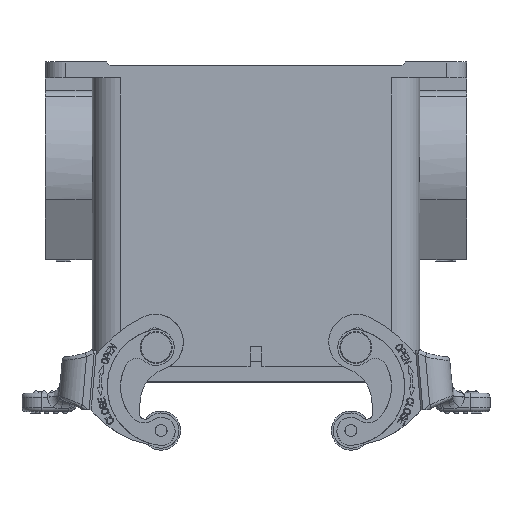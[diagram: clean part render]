
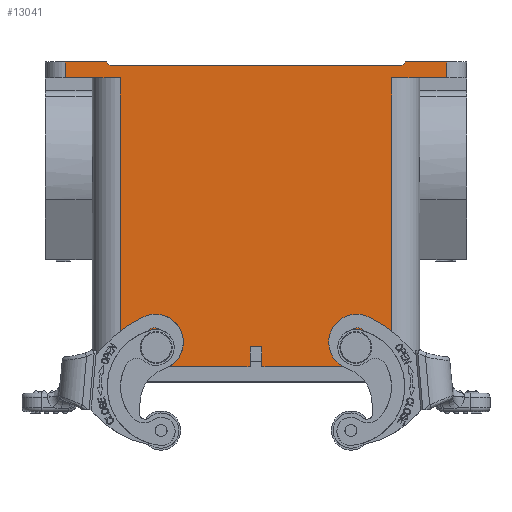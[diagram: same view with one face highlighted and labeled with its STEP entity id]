
A CAD part, front view. The second image highlights one B-rep face of the part: STEP entity #13041.
In plain terms, the highlighted planar face has unit normal (0, -1, 0).
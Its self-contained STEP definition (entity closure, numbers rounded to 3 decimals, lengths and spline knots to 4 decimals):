
#13041=ADVANCED_FACE('',(#18590,#18591,#18592),#14040,.F.);
#14040=PLANE('',#38658);
#15552=LINE('',#58699,#17587);
#15561=LINE('',#58726,#17596);
#15564=LINE('',#58742,#17599);
#15590=LINE('',#58821,#17625);
#15592=LINE('',#58825,#17627);
#15594=LINE('',#58829,#17629);
#15596=LINE('',#58833,#17631);
#15597=LINE('',#58838,#17632);
#15599=LINE('',#58846,#17634);
#15606=LINE('',#58860,#17641);
#15610=LINE('',#58869,#17645);
#15612=LINE('',#58876,#17647);
#15618=LINE('',#58896,#17653);
#15624=LINE('',#58906,#17659);
#15625=LINE('',#58908,#17660);
#15626=LINE('',#58910,#17661);
#17587=VECTOR('',#43846,1.);
#17596=VECTOR('',#43871,1.);
#17599=VECTOR('',#43880,1.);
#17625=VECTOR('',#43948,1.);
#17627=VECTOR('',#43952,1.);
#17629=VECTOR('',#43956,1.);
#17631=VECTOR('',#43960,1.);
#17632=VECTOR('',#43965,1.);
#17634=VECTOR('',#43973,1.);
#17641=VECTOR('',#43984,1.);
#17645=VECTOR('',#43990,1.);
#17647=VECTOR('',#43996,1.);
#17653=VECTOR('',#44012,1.);
#17659=VECTOR('',#44022,1.);
#17660=VECTOR('',#44025,1.);
#17661=VECTOR('',#44026,1.);
#18590=FACE_BOUND('',#19876,.T.);
#18591=FACE_BOUND('',#19877,.T.);
#18592=FACE_BOUND('',#19878,.T.);
#19876=EDGE_LOOP('',(#26022,#26023));
#19877=EDGE_LOOP('',(#26024,#26025));
#19878=EDGE_LOOP('',(#26026,#26027,#26028,#26029,#26030,#26031,#26032,#26033,
#26034,#26035,#26036,#26037,#26038,#26039,#26040,#26041));
#26022=ORIENTED_EDGE('',*,*,#34585,.T.);
#26023=ORIENTED_EDGE('',*,*,#34584,.T.);
#26024=ORIENTED_EDGE('',*,*,#34479,.T.);
#26025=ORIENTED_EDGE('',*,*,#34478,.T.);
#26026=ORIENTED_EDGE('',*,*,#34673,.F.);
#26027=ORIENTED_EDGE('',*,*,#34667,.F.);
#26028=ORIENTED_EDGE('',*,*,#34654,.F.);
#26029=ORIENTED_EDGE('',*,*,#34711,.F.);
#26030=ORIENTED_EDGE('',*,*,#34713,.F.);
#26031=ORIENTED_EDGE('',*,*,#34715,.T.);
#26032=ORIENTED_EDGE('',*,*,#34717,.F.);
#26033=ORIENTED_EDGE('',*,*,#34719,.T.);
#26034=ORIENTED_EDGE('',*,*,#34723,.T.);
#26035=ORIENTED_EDGE('',*,*,#34755,.T.);
#26036=ORIENTED_EDGE('',*,*,#34756,.T.);
#26037=ORIENTED_EDGE('',*,*,#34734,.T.);
#26038=ORIENTED_EDGE('',*,*,#34748,.T.);
#26039=ORIENTED_EDGE('',*,*,#34730,.T.);
#26040=ORIENTED_EDGE('',*,*,#34754,.T.);
#26041=ORIENTED_EDGE('',*,*,#34738,.T.);
#30811=VERTEX_POINT('',#58335);
#30812=VERTEX_POINT('',#58337);
#30882=VERTEX_POINT('',#58550);
#30883=VERTEX_POINT('',#58552);
#30930=VERTEX_POINT('',#58698);
#30931=VERTEX_POINT('',#58700);
#30941=VERTEX_POINT('',#58727);
#30942=VERTEX_POINT('',#58732);
#30970=VERTEX_POINT('',#58820);
#30971=VERTEX_POINT('',#58824);
#30972=VERTEX_POINT('',#58828);
#30973=VERTEX_POINT('',#58832);
#30974=VERTEX_POINT('',#58836);
#30978=VERTEX_POINT('',#58845);
#30983=VERTEX_POINT('',#58859);
#30984=VERTEX_POINT('',#58861);
#30987=VERTEX_POINT('',#58868);
#30988=VERTEX_POINT('',#58870);
#30991=VERTEX_POINT('',#58877);
#31002=VERTEX_POINT('',#58909);
#34478=EDGE_CURVE('',#30811,#30812,#36605,.T.);
#34479=EDGE_CURVE('',#30812,#30811,#36606,.T.);
#34584=EDGE_CURVE('',#30882,#30883,#36672,.T.);
#34585=EDGE_CURVE('',#30883,#30882,#36673,.T.);
#34654=EDGE_CURVE('',#30930,#30931,#15552,.T.);
#34667=EDGE_CURVE('',#30931,#30941,#15561,.T.);
#34673=EDGE_CURVE('',#30941,#30942,#15564,.T.);
#34711=EDGE_CURVE('',#30970,#30930,#15590,.T.);
#34713=EDGE_CURVE('',#30971,#30970,#15592,.T.);
#34715=EDGE_CURVE('',#30971,#30972,#15594,.T.);
#34717=EDGE_CURVE('',#30973,#30972,#15596,.T.);
#34719=EDGE_CURVE('',#30973,#30974,#15597,.T.);
#34723=EDGE_CURVE('',#30974,#30978,#15599,.T.);
#34730=EDGE_CURVE('',#30984,#30983,#15606,.T.);
#34734=EDGE_CURVE('',#30988,#30987,#15610,.T.);
#34738=EDGE_CURVE('',#30991,#30942,#15612,.T.);
#34748=EDGE_CURVE('',#30987,#30984,#15618,.T.);
#34754=EDGE_CURVE('',#30983,#30991,#15624,.T.);
#34755=EDGE_CURVE('',#30978,#31002,#15625,.T.);
#34756=EDGE_CURVE('',#31002,#30988,#15626,.T.);
#36605=CIRCLE('',#38429,0.0906);
#36606=CIRCLE('',#38431,0.0906);
#36672=CIRCLE('',#38534,0.0906);
#36673=CIRCLE('',#38536,0.0906);
#38429=AXIS2_PLACEMENT_3D('',#58338,#43427,#43428);
#38431=AXIS2_PLACEMENT_3D('',#58340,#43431,#43432);
#38534=AXIS2_PLACEMENT_3D('',#58553,#43676,#43677);
#38536=AXIS2_PLACEMENT_3D('',#58555,#43680,#43681);
#38658=AXIS2_PLACEMENT_3D('',#58911,#44027,#44028);
#43427=DIRECTION('',(0.,1.,0.));
#43428=DIRECTION('',(0.,0.,1.));
#43431=DIRECTION('',(0.,1.,0.));
#43432=DIRECTION('',(0.,0.,1.));
#43676=DIRECTION('',(0.,1.,0.));
#43677=DIRECTION('',(0.,0.,1.));
#43680=DIRECTION('',(0.,1.,0.));
#43681=DIRECTION('',(0.,0.,1.));
#43846=DIRECTION('',(0.,0.,-1.));
#43871=DIRECTION('',(-1.,0.,0.));
#43880=DIRECTION('',(0.,0.,-1.));
#43948=DIRECTION('',(1.,0.,0.));
#43952=DIRECTION('',(0.707,0.,0.707));
#43956=DIRECTION('',(-1.,0.,0.));
#43960=DIRECTION('',(0.707,0.,-0.707));
#43965=DIRECTION('',(-1.,0.,0.));
#43973=DIRECTION('',(0.,0.,-1.));
#43984=DIRECTION('',(1.,0.,0.));
#43990=DIRECTION('',(1.,0.,0.));
#43996=DIRECTION('',(1.,0.,0.));
#44012=DIRECTION('',(0.,0.,1.));
#44022=DIRECTION('',(0.,0.,-1.));
#44025=DIRECTION('',(1.,0.,0.));
#44026=DIRECTION('',(0.,0.,-1.));
#44027=DIRECTION('',(0.,1.,0.));
#44028=DIRECTION('',(0.,0.,1.));
#58335=CARTESIAN_POINT('',(2.9807,-0.0098,-2.8229));
#58337=CARTESIAN_POINT('',(3.1611,-0.0098,-2.8071));
#58338=CARTESIAN_POINT('',(3.0709,-0.0098,-2.815));
#58340=CARTESIAN_POINT('',(3.0709,-0.0098,-2.815));
#58550=CARTESIAN_POINT('',(1.0122,-0.0098,-2.8071));
#58552=CARTESIAN_POINT('',(1.1926,-0.0098,-2.8229));
#58553=CARTESIAN_POINT('',(1.1024,-0.0098,-2.815));
#58555=CARTESIAN_POINT('',(1.1024,-0.0098,-2.815));
#58698=CARTESIAN_POINT('',(3.9665,-0.0098,0.));
#58699=CARTESIAN_POINT('',(3.9665,-0.0098,0.));
#58700=CARTESIAN_POINT('',(3.9665,-0.0098,-0.1575));
#58726=CARTESIAN_POINT('',(3.7992,-0.0098,-0.1575));
#58727=CARTESIAN_POINT('',(3.4252,-0.0098,-0.1575));
#58732=CARTESIAN_POINT('',(3.4252,-0.0098,-3.0048));
#58742=CARTESIAN_POINT('',(3.4252,-0.0098,-0.1575));
#58820=CARTESIAN_POINT('',(3.563,-0.0098,0.));
#58821=CARTESIAN_POINT('',(2.0866,-0.0098,0.));
#58824=CARTESIAN_POINT('',(3.5236,-0.0098,-0.0394));
#58825=CARTESIAN_POINT('',(2.0736,-0.0098,-1.4894));
#58828=CARTESIAN_POINT('',(0.6496,-0.0098,-0.0394));
#58829=CARTESIAN_POINT('',(2.0866,-0.0098,-0.0394));
#58832=CARTESIAN_POINT('',(0.6102,-0.0098,0.));
#58833=CARTESIAN_POINT('',(2.0996,-0.0098,-1.4894));
#58836=CARTESIAN_POINT('',(0.2067,-0.0098,0.));
#58838=CARTESIAN_POINT('',(0.3051,-0.0098,0.));
#58845=CARTESIAN_POINT('',(0.2067,-0.0098,-0.1575));
#58846=CARTESIAN_POINT('',(0.2067,-0.0098,0.));
#58859=CARTESIAN_POINT('',(2.1457,-0.0098,-2.808));
#58860=CARTESIAN_POINT('',(2.0866,-0.0098,-2.808));
#58861=CARTESIAN_POINT('',(2.0276,-0.0098,-2.808));
#58868=CARTESIAN_POINT('',(2.0276,-0.0098,-3.0048));
#58869=CARTESIAN_POINT('',(2.0866,-0.0098,-3.0048));
#58870=CARTESIAN_POINT('',(0.748,-0.0098,-3.0048));
#58876=CARTESIAN_POINT('',(2.8345,-0.0098,-3.0048));
#58877=CARTESIAN_POINT('',(2.1457,-0.0098,-3.0048));
#58896=CARTESIAN_POINT('',(2.0276,-0.0098,-2.9064));
#58906=CARTESIAN_POINT('',(2.1457,-0.0098,-1.5024));
#58908=CARTESIAN_POINT('',(2.0866,-0.0098,-0.1575));
#58909=CARTESIAN_POINT('',(0.748,-0.0098,-0.1575));
#58910=CARTESIAN_POINT('',(0.748,-0.0098,-1.5024));
#58911=CARTESIAN_POINT('',(2.0866,-0.0098,-1.5024));
